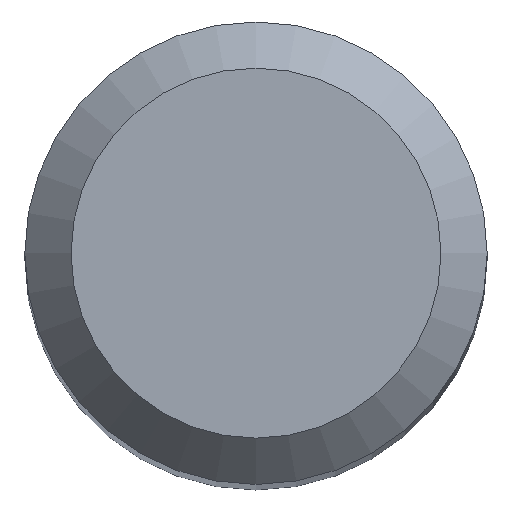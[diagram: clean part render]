
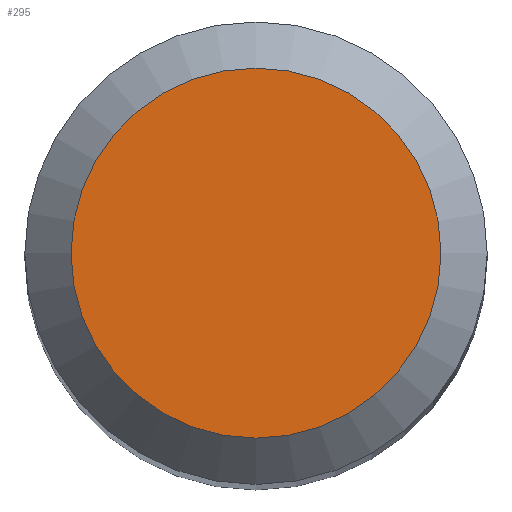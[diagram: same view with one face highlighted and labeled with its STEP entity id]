
A CAD part, top view. The second image highlights one B-rep face of the part: STEP entity #295.
In plain terms, the highlighted planar face has unit normal (0, 0, 1).
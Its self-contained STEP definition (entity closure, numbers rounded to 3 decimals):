
#54 = DIRECTION ( 'NONE',  ( 0., 0., -1. ) ) ;
#55 = CIRCLE ( 'NONE', #183, 1.6 ) ;
#67 = EDGE_LOOP ( 'NONE', ( #94 ) ) ;
#94 = ORIENTED_EDGE ( 'NONE', *, *, #96, .F. ) ;
#96 = EDGE_CURVE ( 'NONE', #291, #291, #55, .T. ) ;
#99 = DIRECTION ( 'NONE',  ( 0., 1., 0. ) ) ;
#129 = CARTESIAN_POINT ( 'NONE',  ( 0., 0., 35. ) ) ;
#175 = FACE_OUTER_BOUND ( 'NONE', #67, .T. ) ;
#183 = AXIS2_PLACEMENT_3D ( 'NONE', #232, #270, #200 ) ;
#200 = DIRECTION ( 'NONE',  ( 0., 1., 0. ) ) ;
#228 = CARTESIAN_POINT ( 'NONE',  ( 0., 1.6, 35. ) ) ;
#232 = CARTESIAN_POINT ( 'NONE',  ( 0., 0., 35. ) ) ;
#270 = DIRECTION ( 'NONE',  ( 0., 0., -1. ) ) ;
#272 = PLANE ( 'NONE',  #297 ) ;
#291 = VERTEX_POINT ( 'NONE', #228 ) ;
#295 = ADVANCED_FACE ( 'NONE', ( #175 ), #272, .F. ) ;
#297 = AXIS2_PLACEMENT_3D ( 'NONE', #129, #54, #99 ) ;
